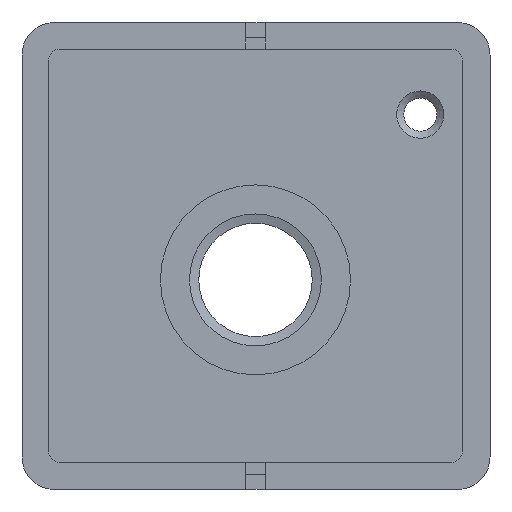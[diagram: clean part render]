
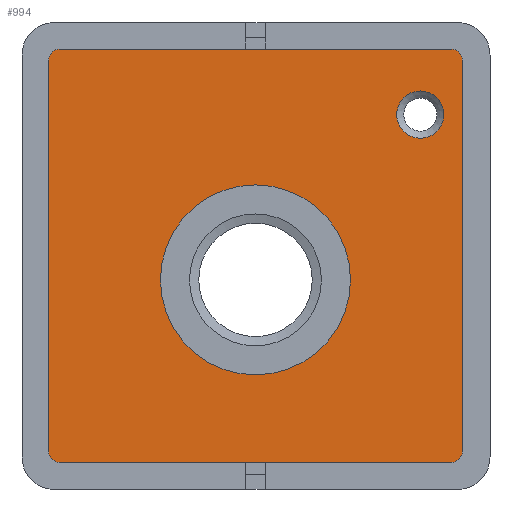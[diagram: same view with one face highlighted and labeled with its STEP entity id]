
A CAD part, front view. The second image highlights one B-rep face of the part: STEP entity #994.
In plain terms, the highlighted planar face has unit normal (0, -1, 0).
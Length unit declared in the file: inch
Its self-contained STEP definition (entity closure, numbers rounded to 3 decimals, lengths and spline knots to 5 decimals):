
#15=FACE_BOUND('',#133,.T.);
#16=FACE_BOUND('',#134,.T.);
#22=PLANE('',#1066);
#77=FACE_OUTER_BOUND('',#132,.T.);
#132=EDGE_LOOP('',(#702,#703,#704,#705,#706,#707,#708,#709));
#133=EDGE_LOOP('',(#710));
#134=EDGE_LOOP('',(#711));
#194=LINE('',#1472,#302);
#195=LINE('',#1476,#303);
#196=LINE('',#1480,#304);
#197=LINE('',#1483,#305);
#302=VECTOR('',#1174,0.3937);
#303=VECTOR('',#1177,0.3937);
#304=VECTOR('',#1180,0.3937);
#305=VECTOR('',#1183,0.3937);
#408=CIRCLE('',#1062,0.0435);
#411=CIRCLE('',#1067,0.02);
#412=CIRCLE('',#1068,0.02);
#413=CIRCLE('',#1069,0.02);
#414=CIRCLE('',#1070,0.02);
#415=CIRCLE('',#1071,0.175);
#448=VERTEX_POINT('',#1458);
#451=VERTEX_POINT('',#1468);
#452=VERTEX_POINT('',#1469);
#453=VERTEX_POINT('',#1471);
#454=VERTEX_POINT('',#1473);
#455=VERTEX_POINT('',#1475);
#456=VERTEX_POINT('',#1477);
#457=VERTEX_POINT('',#1479);
#458=VERTEX_POINT('',#1481);
#459=VERTEX_POINT('',#1484);
#546=EDGE_CURVE('',#448,#448,#408,.T.);
#551=EDGE_CURVE('',#451,#452,#411,.T.);
#552=EDGE_CURVE('',#453,#452,#194,.T.);
#553=EDGE_CURVE('',#453,#454,#412,.T.);
#554=EDGE_CURVE('',#455,#454,#195,.T.);
#555=EDGE_CURVE('',#455,#456,#413,.T.);
#556=EDGE_CURVE('',#457,#456,#196,.T.);
#557=EDGE_CURVE('',#457,#458,#414,.T.);
#558=EDGE_CURVE('',#451,#458,#197,.T.);
#559=EDGE_CURVE('',#459,#459,#415,.T.);
#702=ORIENTED_EDGE('',*,*,#551,.T.);
#703=ORIENTED_EDGE('',*,*,#552,.F.);
#704=ORIENTED_EDGE('',*,*,#553,.T.);
#705=ORIENTED_EDGE('',*,*,#554,.F.);
#706=ORIENTED_EDGE('',*,*,#555,.T.);
#707=ORIENTED_EDGE('',*,*,#556,.F.);
#708=ORIENTED_EDGE('',*,*,#557,.T.);
#709=ORIENTED_EDGE('',*,*,#558,.F.);
#710=ORIENTED_EDGE('',*,*,#559,.T.);
#711=ORIENTED_EDGE('',*,*,#546,.F.);
#994=ADVANCED_FACE('',(#77,#15,#16),#22,.F.);
#1062=AXIS2_PLACEMENT_3D('',#1459,#1160,#1161);
#1066=AXIS2_PLACEMENT_3D('',#1467,#1170,#1171);
#1067=AXIS2_PLACEMENT_3D('',#1470,#1172,#1173);
#1068=AXIS2_PLACEMENT_3D('',#1474,#1175,#1176);
#1069=AXIS2_PLACEMENT_3D('',#1478,#1178,#1179);
#1070=AXIS2_PLACEMENT_3D('',#1482,#1181,#1182);
#1071=AXIS2_PLACEMENT_3D('',#1485,#1184,#1185);
#1160=DIRECTION('center_axis',(0.,-1.,0.));
#1161=DIRECTION('ref_axis',(0.,0.,1.));
#1170=DIRECTION('center_axis',(0.,1.,0.));
#1171=DIRECTION('ref_axis',(0.,0.,1.));
#1172=DIRECTION('center_axis',(0.,-1.,0.));
#1173=DIRECTION('ref_axis',(-0.707,0.,-0.707));
#1174=DIRECTION('',(-1.,0.,0.));
#1175=DIRECTION('center_axis',(0.,-1.,0.));
#1176=DIRECTION('ref_axis',(0.707,0.,-0.707));
#1177=DIRECTION('',(0.,0.,-1.));
#1178=DIRECTION('center_axis',(0.,-1.,0.));
#1179=DIRECTION('ref_axis',(0.707,0.,0.707));
#1180=DIRECTION('',(1.,0.,0.));
#1181=DIRECTION('center_axis',(0.,-1.,0.));
#1182=DIRECTION('ref_axis',(-0.707,0.,0.707));
#1183=DIRECTION('',(0.,0.,1.));
#1184=DIRECTION('center_axis',(0.,1.,0.));
#1185=DIRECTION('ref_axis',(1.,0.,0.));
#1458=CARTESIAN_POINT('',(0.31617,-0.042,0.25088));
#1459=CARTESIAN_POINT('Origin',(0.31617,-0.042,0.29438));
#1467=CARTESIAN_POINT('Origin',(0.01252,-0.042,0.03441));
#1468=CARTESIAN_POINT('',(-0.36848,-0.042,-0.32609));
#1469=CARTESIAN_POINT('',(-0.34848,-0.042,-0.34609));
#1470=CARTESIAN_POINT('Origin',(-0.34848,-0.042,-0.32609));
#1471=CARTESIAN_POINT('',(0.37352,-0.042,-0.34609));
#1472=CARTESIAN_POINT('',(0.39352,-0.042,-0.34609));
#1473=CARTESIAN_POINT('',(0.39352,-0.042,-0.32609));
#1474=CARTESIAN_POINT('Origin',(0.37352,-0.042,-0.32609));
#1475=CARTESIAN_POINT('',(0.39352,-0.042,0.39491));
#1476=CARTESIAN_POINT('',(0.39352,-0.042,0.41491));
#1477=CARTESIAN_POINT('',(0.37352,-0.042,0.41491));
#1478=CARTESIAN_POINT('Origin',(0.37352,-0.042,0.39491));
#1479=CARTESIAN_POINT('',(-0.34848,-0.042,0.41491));
#1480=CARTESIAN_POINT('',(-0.36848,-0.042,0.41491));
#1481=CARTESIAN_POINT('',(-0.36848,-0.042,0.39491));
#1482=CARTESIAN_POINT('Origin',(-0.34848,-0.042,0.39491));
#1483=CARTESIAN_POINT('',(-0.36848,-0.042,-0.34609));
#1484=CARTESIAN_POINT('',(-0.16248,-0.042,-0.01009));
#1485=CARTESIAN_POINT('Origin',(0.01252,-0.042,-0.01009));
